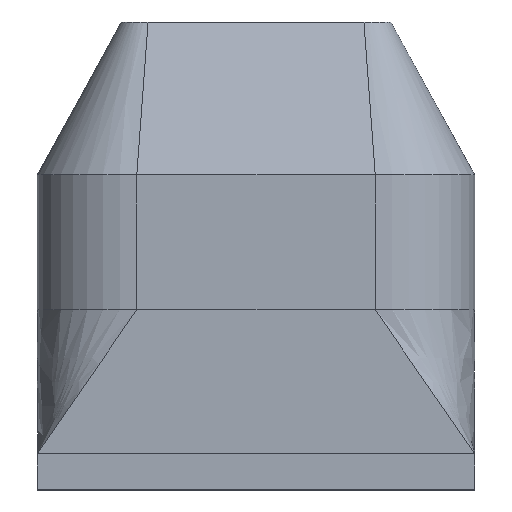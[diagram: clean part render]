
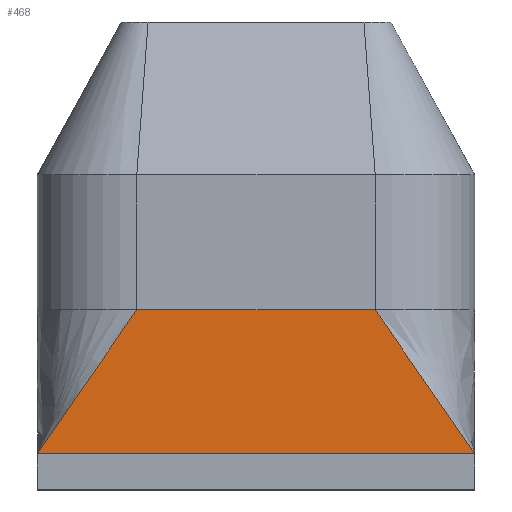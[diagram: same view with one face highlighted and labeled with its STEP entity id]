
A CAD part, top view. The second image highlights one B-rep face of the part: STEP entity #468.
In plain terms, the highlighted free-form (B-spline) face has degree [1, 1] with [2, 2] control points.
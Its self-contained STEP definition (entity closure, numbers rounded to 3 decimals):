
#24 = VERTEX_POINT('',#25);
#25 = CARTESIAN_POINT('',(-24.3,4.,11.05));
#32 = PLANE('',#33);
#33 = AXIS2_PLACEMENT_3D('',#34,#35,#36);
#34 = CARTESIAN_POINT('',(-24.3,0.,11.05));
#35 = DIRECTION('',(0.,0.,-1.));
#36 = DIRECTION('',(1.,0.,0.));
#56 = EDGE_CURVE('',#24,#57,#59,.T.);
#57 = VERTEX_POINT('',#58);
#58 = CARTESIAN_POINT('',(24.3,4.,11.05));
#59 = SURFACE_CURVE('',#60,(#64,#71),.PCURVE_S1.);
#60 = LINE('',#61,#62);
#61 = CARTESIAN_POINT('',(-24.3,4.,11.05));
#62 = VECTOR('',#63,1.);
#63 = DIRECTION('',(1.,0.,0.));
#64 = PCURVE('',#32,#65);
#65 = DEFINITIONAL_REPRESENTATION('',(#66),#70);
#66 = LINE('',#67,#68);
#67 = CARTESIAN_POINT('',(0.,-4.));
#68 = VECTOR('',#69,1.);
#69 = DIRECTION('',(1.,0.));
#70 = ( GEOMETRIC_REPRESENTATION_CONTEXT(2) 
PARAMETRIC_REPRESENTATION_CONTEXT() REPRESENTATION_CONTEXT('2D SPACE',''
  ) );
#71 = PCURVE('',#72,#77);
#72 = B_SPLINE_SURFACE_WITH_KNOTS('',1,1,(
    (#73,#74)
    ,(#75,#76)),.UNSPECIFIED.,.F.,.F.,.F.,(2,2),(2,2),(0.,48.6),(0.,1.),
  .PIECEWISE_BEZIER_KNOTS.);
#73 = CARTESIAN_POINT('',(-24.3,4.,11.05));
#74 = CARTESIAN_POINT('',(-13.25,20.,11.05));
#75 = CARTESIAN_POINT('',(24.3,4.,11.05));
#76 = CARTESIAN_POINT('',(13.25,20.,11.05));
#77 = DEFINITIONAL_REPRESENTATION('',(#78),#81);
#78 = B_SPLINE_CURVE_WITH_KNOTS('',1,(#79,#80),.UNSPECIFIED.,.F.,.F.,(2,
    2),(0.,48.6),.PIECEWISE_BEZIER_KNOTS.);
#79 = CARTESIAN_POINT('',(0.,0.));
#80 = CARTESIAN_POINT('',(48.6,0.));
#81 = ( GEOMETRIC_REPRESENTATION_CONTEXT(2) 
PARAMETRIC_REPRESENTATION_CONTEXT() REPRESENTATION_CONTEXT('2D SPACE',''
  ) );
#184 = B_SPLINE_SURFACE_WITH_KNOTS('',10,1,(
    (#185,#186)
    ,(#187,#188)
    ,(#189,#190)
    ,(#191,#192)
    ,(#193,#194)
    ,(#195,#196)
    ,(#197,#198)
    ,(#199,#200)
    ,(#201,#202)
    ,(#203,#204)
    ,(#205,#206
    )),.UNSPECIFIED.,.F.,.F.,.F.,(11,11),(2,2),(0.,22.1),(0.,1.),
  .PIECEWISE_BEZIER_KNOTS.);
#185 = CARTESIAN_POINT('',(-24.3,4.,-11.05));
#186 = CARTESIAN_POINT('',(-13.25,20.,-11.05));
#187 = CARTESIAN_POINT('',(-24.3,4.,-8.84));
#188 = CARTESIAN_POINT('',(-16.721,20.,-11.05));
#189 = CARTESIAN_POINT('',(-24.3,4.,-6.63));
#190 = CARTESIAN_POINT('',(-20.193,20.,
    -9.838));
#191 = CARTESIAN_POINT('',(-24.3,4.,-4.42));
#192 = CARTESIAN_POINT('',(-23.189,20.,
    -7.415));
#193 = CARTESIAN_POINT('',(-24.3,4.,-2.21));
#194 = CARTESIAN_POINT('',(-25.232,20.,
    -3.993));
#195 = CARTESIAN_POINT('',(-24.3,4.,0.));
#196 = CARTESIAN_POINT('',(-25.961,20.,0.)
  );
#197 = CARTESIAN_POINT('',(-24.3,4.,2.21));
#198 = CARTESIAN_POINT('',(-25.232,20.,
    3.993));
#199 = CARTESIAN_POINT('',(-24.3,4.,4.42));
#200 = CARTESIAN_POINT('',(-23.189,20.,
    7.415));
#201 = CARTESIAN_POINT('',(-24.3,4.,6.63));
#202 = CARTESIAN_POINT('',(-20.193,20.,
    9.838));
#203 = CARTESIAN_POINT('',(-24.3,4.,8.84));
#204 = CARTESIAN_POINT('',(-16.721,20.,11.05));
#205 = CARTESIAN_POINT('',(-24.3,4.,11.05));
#206 = CARTESIAN_POINT('',(-13.25,20.,11.05));
#255 = B_SPLINE_SURFACE_WITH_KNOTS('',10,1,(
    (#256,#257)
    ,(#258,#259)
    ,(#260,#261)
    ,(#262,#263)
    ,(#264,#265)
    ,(#266,#267)
    ,(#268,#269)
    ,(#270,#271)
    ,(#272,#273)
    ,(#274,#275)
    ,(#276,#277
    )),.UNSPECIFIED.,.F.,.F.,.F.,(11,11),(2,2),(0.,22.1),(0.,1.),
  .PIECEWISE_BEZIER_KNOTS.);
#256 = CARTESIAN_POINT('',(24.3,4.,11.05));
#257 = CARTESIAN_POINT('',(13.25,20.,11.05));
#258 = CARTESIAN_POINT('',(24.3,4.,8.84));
#259 = CARTESIAN_POINT('',(16.721,20.,11.05));
#260 = CARTESIAN_POINT('',(24.3,4.,6.63));
#261 = CARTESIAN_POINT('',(20.193,20.,
    9.838));
#262 = CARTESIAN_POINT('',(24.3,4.,4.42));
#263 = CARTESIAN_POINT('',(23.189,20.,
    7.415));
#264 = CARTESIAN_POINT('',(24.3,4.,2.21));
#265 = CARTESIAN_POINT('',(25.232,20.,
    3.993));
#266 = CARTESIAN_POINT('',(24.3,4.,0.));
#267 = CARTESIAN_POINT('',(25.961,20.,0.)
  );
#268 = CARTESIAN_POINT('',(24.3,4.,-2.21));
#269 = CARTESIAN_POINT('',(25.232,20.,
    -3.993));
#270 = CARTESIAN_POINT('',(24.3,4.,-4.42));
#271 = CARTESIAN_POINT('',(23.189,20.,-7.415));
#272 = CARTESIAN_POINT('',(24.3,4.,-6.63));
#273 = CARTESIAN_POINT('',(20.193,20.,-9.838));
#274 = CARTESIAN_POINT('',(24.3,4.,-8.84));
#275 = CARTESIAN_POINT('',(16.721,20.,-11.05));
#276 = CARTESIAN_POINT('',(24.3,4.,-11.05));
#277 = CARTESIAN_POINT('',(13.25,20.,-11.05));
#468 = ADVANCED_FACE('',(#469),#72,.T.);
#469 = FACE_BOUND('',#470,.T.);
#470 = EDGE_LOOP('',(#471,#472,#492,#519));
#471 = ORIENTED_EDGE('',*,*,#56,.T.);
#472 = ORIENTED_EDGE('',*,*,#473,.T.);
#473 = EDGE_CURVE('',#57,#474,#476,.T.);
#474 = VERTEX_POINT('',#475);
#475 = CARTESIAN_POINT('',(13.25,20.,11.05));
#476 = SURFACE_CURVE('',#477,(#480,#486),.PCURVE_S1.);
#477 = B_SPLINE_CURVE_WITH_KNOTS('',1,(#478,#479),.UNSPECIFIED.,.F.,.F.,
  (2,2),(0.,1.),.PIECEWISE_BEZIER_KNOTS.);
#478 = CARTESIAN_POINT('',(24.3,4.,11.05));
#479 = CARTESIAN_POINT('',(13.25,20.,11.05));
#480 = PCURVE('',#72,#481);
#481 = DEFINITIONAL_REPRESENTATION('',(#482),#485);
#482 = B_SPLINE_CURVE_WITH_KNOTS('',1,(#483,#484),.UNSPECIFIED.,.F.,.F.,
  (2,2),(0.,1.),.PIECEWISE_BEZIER_KNOTS.);
#483 = CARTESIAN_POINT('',(48.6,0.));
#484 = CARTESIAN_POINT('',(48.6,1.));
#485 = ( GEOMETRIC_REPRESENTATION_CONTEXT(2) 
PARAMETRIC_REPRESENTATION_CONTEXT() REPRESENTATION_CONTEXT('2D SPACE',''
  ) );
#486 = PCURVE('',#255,#487);
#487 = DEFINITIONAL_REPRESENTATION('',(#488),#491);
#488 = B_SPLINE_CURVE_WITH_KNOTS('',1,(#489,#490),.UNSPECIFIED.,.F.,.F.,
  (2,2),(0.,1.),.PIECEWISE_BEZIER_KNOTS.);
#489 = CARTESIAN_POINT('',(0.,0.));
#490 = CARTESIAN_POINT('',(0.,1.));
#491 = ( GEOMETRIC_REPRESENTATION_CONTEXT(2) 
PARAMETRIC_REPRESENTATION_CONTEXT() REPRESENTATION_CONTEXT('2D SPACE',''
  ) );
#492 = ORIENTED_EDGE('',*,*,#493,.T.);
#493 = EDGE_CURVE('',#474,#494,#496,.T.);
#494 = VERTEX_POINT('',#495);
#495 = CARTESIAN_POINT('',(-13.25,20.,11.05));
#496 = SURFACE_CURVE('',#497,(#501,#507),.PCURVE_S1.);
#497 = LINE('',#498,#499);
#498 = CARTESIAN_POINT('',(13.25,20.,11.05));
#499 = VECTOR('',#500,1.);
#500 = DIRECTION('',(-1.,0.,0.));
#501 = PCURVE('',#72,#502);
#502 = DEFINITIONAL_REPRESENTATION('',(#503),#506);
#503 = B_SPLINE_CURVE_WITH_KNOTS('',1,(#504,#505),.UNSPECIFIED.,.F.,.F.,
  (2,2),(0.,26.5),.PIECEWISE_BEZIER_KNOTS.);
#504 = CARTESIAN_POINT('',(48.6,1.));
#505 = CARTESIAN_POINT('',(0.,1.));
#506 = ( GEOMETRIC_REPRESENTATION_CONTEXT(2) 
PARAMETRIC_REPRESENTATION_CONTEXT() REPRESENTATION_CONTEXT('2D SPACE',''
  ) );
#507 = PCURVE('',#508,#513);
#508 = PLANE('',#509);
#509 = AXIS2_PLACEMENT_3D('',#510,#511,#512);
#510 = CARTESIAN_POINT('',(13.25,35.,11.05));
#511 = DIRECTION('',(0.,0.,1.));
#512 = DIRECTION('',(1.,0.,0.));
#513 = DEFINITIONAL_REPRESENTATION('',(#514),#518);
#514 = LINE('',#515,#516);
#515 = CARTESIAN_POINT('',(0.,-15.));
#516 = VECTOR('',#517,1.);
#517 = DIRECTION('',(-1.,0.));
#518 = ( GEOMETRIC_REPRESENTATION_CONTEXT(2) 
PARAMETRIC_REPRESENTATION_CONTEXT() REPRESENTATION_CONTEXT('2D SPACE',''
  ) );
#519 = ORIENTED_EDGE('',*,*,#520,.F.);
#520 = EDGE_CURVE('',#24,#494,#521,.T.);
#521 = SURFACE_CURVE('',#522,(#525,#531),.PCURVE_S1.);
#522 = B_SPLINE_CURVE_WITH_KNOTS('',1,(#523,#524),.UNSPECIFIED.,.F.,.F.,
  (2,2),(0.,1.),.PIECEWISE_BEZIER_KNOTS.);
#523 = CARTESIAN_POINT('',(-24.3,4.,11.05));
#524 = CARTESIAN_POINT('',(-13.25,20.,11.05));
#525 = PCURVE('',#72,#526);
#526 = DEFINITIONAL_REPRESENTATION('',(#527),#530);
#527 = B_SPLINE_CURVE_WITH_KNOTS('',1,(#528,#529),.UNSPECIFIED.,.F.,.F.,
  (2,2),(0.,1.),.PIECEWISE_BEZIER_KNOTS.);
#528 = CARTESIAN_POINT('',(0.,0.));
#529 = CARTESIAN_POINT('',(0.,1.));
#530 = ( GEOMETRIC_REPRESENTATION_CONTEXT(2) 
PARAMETRIC_REPRESENTATION_CONTEXT() REPRESENTATION_CONTEXT('2D SPACE',''
  ) );
#531 = PCURVE('',#184,#532);
#532 = DEFINITIONAL_REPRESENTATION('',(#533),#536);
#533 = B_SPLINE_CURVE_WITH_KNOTS('',1,(#534,#535),.UNSPECIFIED.,.F.,.F.,
  (2,2),(0.,1.),.PIECEWISE_BEZIER_KNOTS.);
#534 = CARTESIAN_POINT('',(22.1,0.));
#535 = CARTESIAN_POINT('',(22.1,1.));
#536 = ( GEOMETRIC_REPRESENTATION_CONTEXT(2) 
PARAMETRIC_REPRESENTATION_CONTEXT() REPRESENTATION_CONTEXT('2D SPACE',''
  ) );
